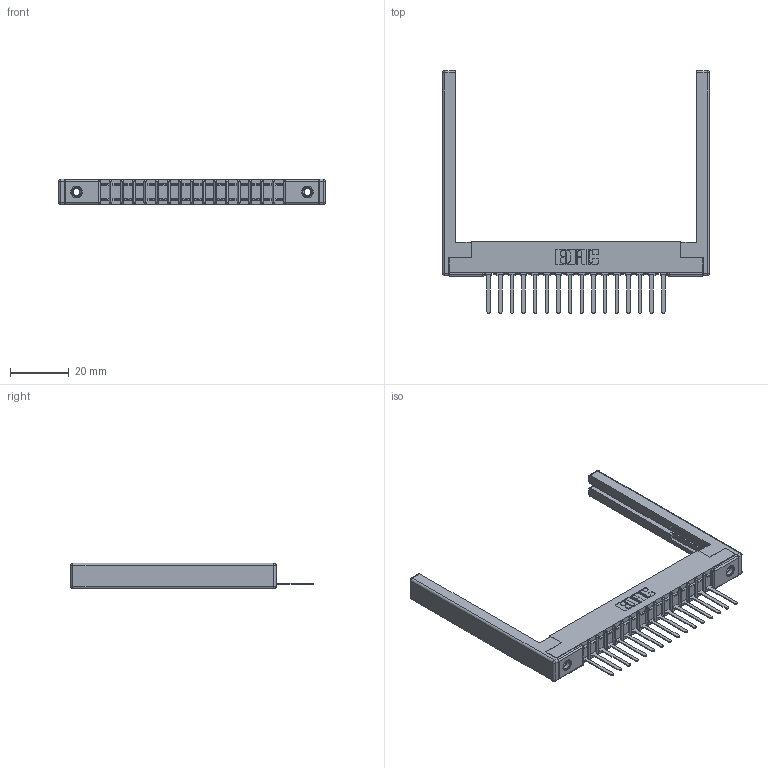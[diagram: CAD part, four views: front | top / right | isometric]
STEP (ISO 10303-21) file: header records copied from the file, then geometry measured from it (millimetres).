
FILE_DESCRIPTION (( 'STEP AP203' ), '1' );
FILE_NAME ('357-016-441-168.STEP', '2020-09-30T19:55:49', ( '' ), ( '' ), 'SwSTEP 2.0', 'SolidWorks 2020', '' );
FILE_SCHEMA (( 'CONFIG_CONTROL_DESIGN' ));
Length unit declared in the file: inch
Products named in the file (5): 307-290-002_541; 307-220-068; 345-250-001_345-250-001-102; 357-016-441-168; 307 Part_.156 Dia Mounting Holes
Assembly tree (21 placements, depth 2):
  357-016-441-168
    307 Part_.156 Dia Mounting Holes
    307-290-002_541  x16
    307-220-068  x2
    345-250-001_345-250-001-102  x2
Bounding box: 90.83 x 82.55 x 8.71 mm (x, y, z)
Volume: 10597.3 mm3; surface area: 14942.5 mm2
Topology: 21 solids, 21 shells, 1473 faces, 4425 edges, 2882 vertices
Faces by surface type: plane 878, cylinder 537, sphere 42, cone 12, torus 4
Entity records: 20399 total; most frequent: CARTESIAN_POINT 3401, ORIENTED_EDGE 3380, DIRECTION 3334, EDGE_CURVE 1690, VECTOR 1280, LINE 1280, VERTEX_POINT 1094, AXIS2_PLACEMENT_3D 1027
